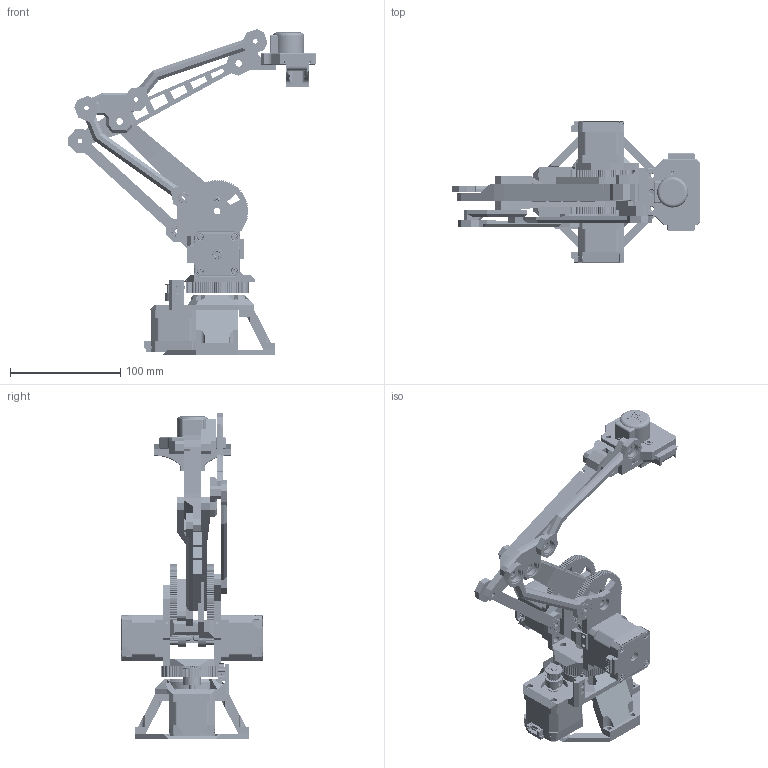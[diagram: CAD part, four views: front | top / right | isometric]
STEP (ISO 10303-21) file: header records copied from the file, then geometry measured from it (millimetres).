
FILE_DESCRIPTION(('HOOPS Exchange Step'),'2;1');
FILE_NAME('temp_export.step','2020-06-26T17:08:57+08:00',('mobile'),('Shapr3D Limited'),'HOOPS Exchange 2020.1','Shapr3D','Authorized');
FILE_SCHEMA( ('AP203_CONFIGURATION_CONTROLLED_3D_DESIGN_OF_MECHANICAL_PARTS_AND_ASSEMBLIES_MIM_LF') );
Length unit declared in the file: millimetre
Products named in the file (1): temp_export.x_b
Bounding box: 224.67 x 128 x 295.15 mm (x, y, z)
Volume: 549086.5 mm3; surface area: 220695 mm2
Topology: 50 solids, 56 shells, 6118 faces, 17411 edges, 11535 vertices
Faces by surface type: cylinder 3317, plane 2139, bspline 276, cone 266, torus 84, sphere 36
Full cylindrical faces by diameter (mm): 1.5 x4, 1.8 x6, 2 x7, 2.5 x12, 2.8 x12, 3 x84, 3.2 x20, 3.3 x26, 3.5 x2, 3.8 x6, 3.9 x1, 4 x5, 4.1 x5, 4.3 x30, 4.8 x3, 5 x15, 5.25 x3, 5.4 x14, 6 x53, 6.2 x8, 6.3 x2, 7.78 x4, 8 x4, 8.5 x3, 9 x11, 9.5 x4, 9.75 x3, 10 x16, 10.267 x4, 12 x3
Entity records: 332706 total; most frequent: CARTESIAN_POINT 168710, DIRECTION 35140, ORIENTED_EDGE 34548, EDGE_CURVE 17274, AXIS2_PLACEMENT_3D 13453, VERTEX_POINT 11535, VECTOR 8234, LINE 8234
